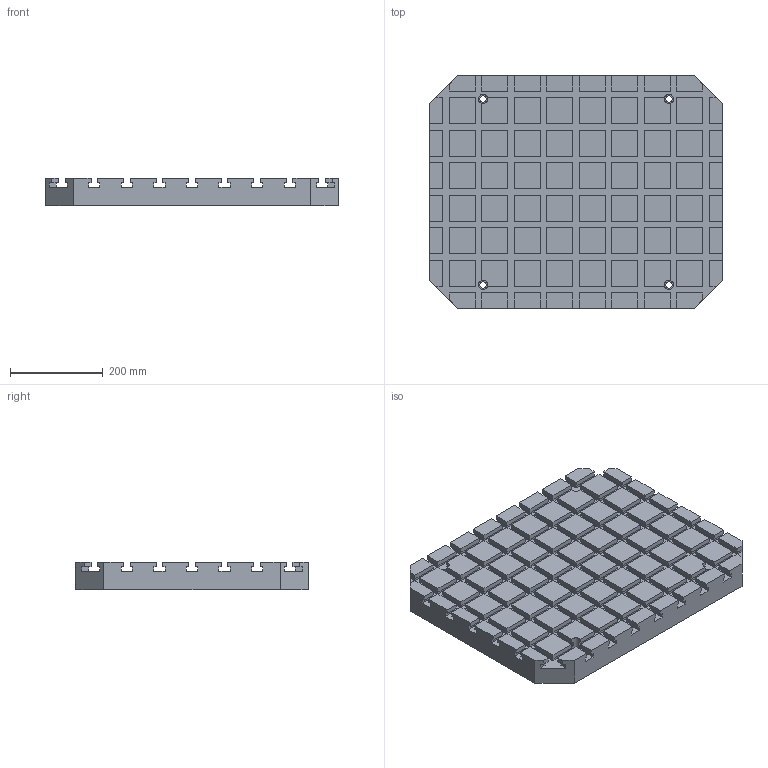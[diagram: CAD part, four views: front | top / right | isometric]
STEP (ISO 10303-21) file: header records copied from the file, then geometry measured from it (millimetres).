
FILE_DESCRIPTION(('STEP AP214'),'1');
FILE_NAME('halderv_eh_1103_500.stp','2017-02-01T10:58:39',('TraceParts'),('TraceParts S.A.'),'Spatial InterOp 3D',' ',' ');
FILE_SCHEMA(('automotive_design'));
Length unit declared in the file: millimetre
Products named in the file (1): 1
Bounding box: 630 x 500 x 60 mm (x, y, z)
Volume: 15550394.2 mm3; surface area: 1120900.6 mm2
Topology: 1 solids, 1 shells, 744 faces, 1944 edges, 1296 vertices
Faces by surface type: plane 720, cylinder 24
Entity records: 44604 total; most frequent: STYLED_ITEM 3985, PRESENTATION_STYLE_ASSIGNMENT 3985, CARTESIAN_POINT 3985, COLOUR_RGB 3985, ORIENTED_EDGE 3888, DIRECTION 3498, EDGE_CURVE 1944, CURVE_STYLE 1944
